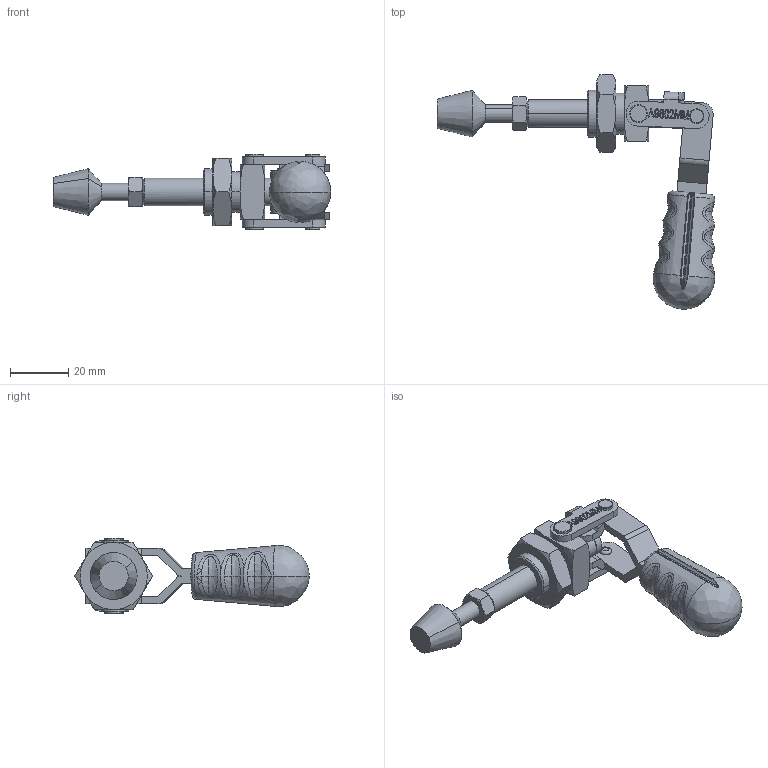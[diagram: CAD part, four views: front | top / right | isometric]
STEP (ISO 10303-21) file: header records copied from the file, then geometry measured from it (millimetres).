
FILE_DESCRIPTION (( 'STEP AP214' ), '1' );
FILE_NAME ('A9602MM(AMF-36202M).STEP', '2024-01-03T05:52:36', ( 'D2' ), ( '' ), 'SwSTEP 2.0', 'SolidWorks 2016', '' );
FILE_SCHEMA (( 'AUTOMOTIVE_DESIGN' ));
Length unit declared in the file: millimetre
Products named in the file (12): DEFAULT-1; 6800GH-1-11AMF; DEFAULT-2; A9602MM(AMF-36202M); Hexagon Nut_1_JIS_JIS B 1181 Hexagon nut - Class 1 Finished M6 --S; FCMM_FC-064710-AMF; 43620232_軸心36202; DEFAULT-7; DEFAULT-6; DEFAULT-5; DEFAULT-4; DEFAULT-3
Assembly tree (13 placements, depth 2):
  A9602MM(AMF-36202M)
    6800GH-1-11AMF
    DEFAULT-1  x2
    DEFAULT-2
    DEFAULT-3
    DEFAULT-4  x2
    DEFAULT-5
    DEFAULT-6
    DEFAULT-7
    43620232_軸心36202
    FCMM_FC-064710-AMF
    Hexagon Nut_1_JIS_JIS B 1181 Hexagon nut - Class 1 Finished M6 --S
Bounding box: 95.04 x 80.2 x 26 mm (x, y, z)
Volume: 25564.9 mm3; surface area: 17733.3 mm2
Topology: 14 solids, 14 shells, 484 faces, 1158 edges, 715 vertices
Faces by surface type: plane 159, bspline 135, cylinder 99, cone 85, torus 6
Entity records: 28757 total; most frequent: CARTESIAN_POINT 18147, ORIENTED_EDGE 2196, DIRECTION 1741, EDGE_CURVE 1098, VERTEX_POINT 685, AXIS2_PLACEMENT_3D 638, EDGE_LOOP 507, VECTOR 465
